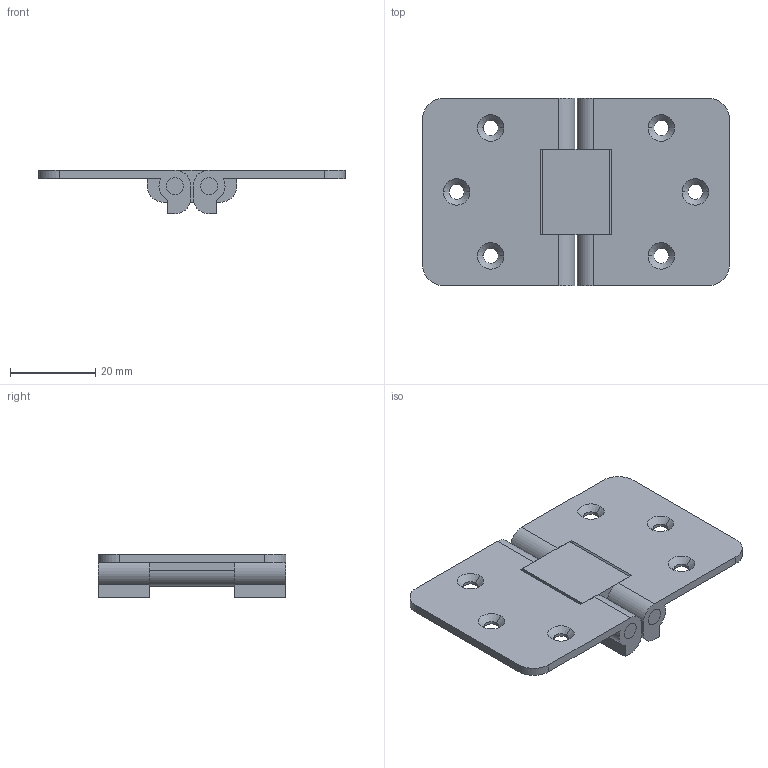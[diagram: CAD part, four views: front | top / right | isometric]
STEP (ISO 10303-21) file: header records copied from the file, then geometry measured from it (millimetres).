
FILE_DESCRIPTION (( 'STEP AP203' ), '1' );
FILE_NAME ('B-210-1.STEP', '2009-04-27T01:44:51', ( ' ' ), ( ' ' ), 'SwSTEP 2.0', 'SolidWorks 2007', '' );
FILE_SCHEMA (( 'CONFIG_CONTROL_DESIGN' ));
Length unit declared in the file: millimetre
Products named in the file (4): B-210-1僸儞僕__棉太倌; B-210-1; B-210-1僔儍僼僩__棉太倌; B-210-1僗僩僢僷乕__棉太倌
Assembly tree (5 placements, depth 2):
  B-210-1
    B-210-1僔儍僼僩__棉太倌  x2
    B-210-1僸儞僕__棉太倌  x2
    B-210-1僗僩僢僷乕__棉太倌
Bounding box: 72 x 44 x 10.25 mm (x, y, z)
Volume: 10440.6 mm3; surface area: 10680.6 mm2
Topology: 5 solids, 5 shells, 100 faces, 258 edges, 168 vertices
Faces by surface type: cylinder 46, plane 42, cone 12
Entity records: 2290 total; most frequent: DIRECTION 340, CARTESIAN_POINT 314, ORIENTED_EDGE 300, EDGE_CURVE 150, AXIS2_PLACEMENT_3D 124, VERTEX_POINT 98, VECTOR 92, LINE 92
